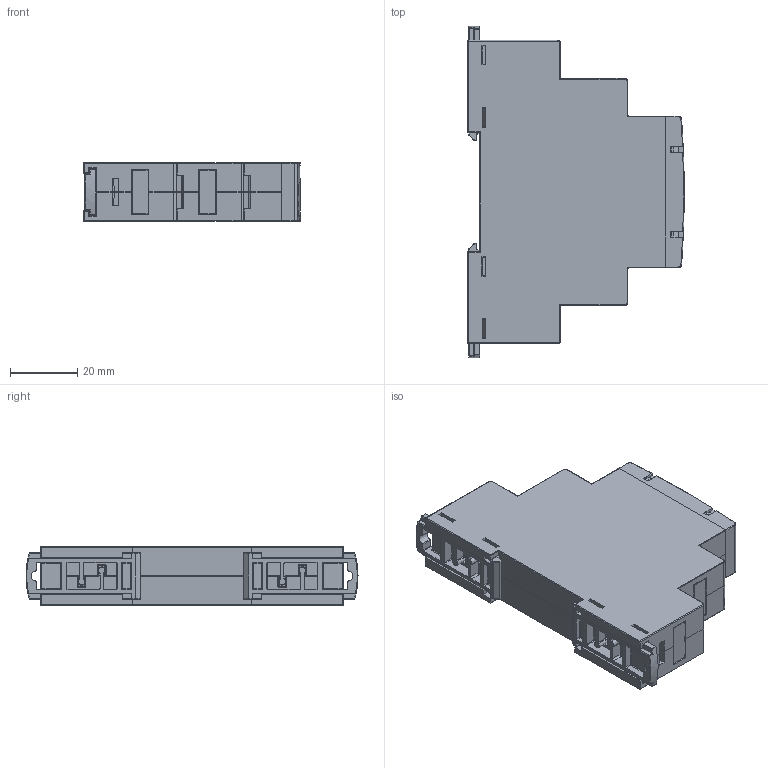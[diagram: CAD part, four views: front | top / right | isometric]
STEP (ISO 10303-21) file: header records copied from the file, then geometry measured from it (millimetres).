
FILE_DESCRIPTION (( 'STEP AP214' ), '1' );
FILE_NAME ('RLK-1....STEP', '2017-07-06T11:44:35', ( '' ), ( '' ), 'SwSTEP 2.0', 'SolidWorks 2017', '' );
FILE_SCHEMA (( 'AUTOMOTIVE_DESIGN' ));
Length unit declared in the file: millimetre
Products named in the file (1): RLK-1...
Bounding box: 64.22 x 98.6 x 17.5 mm (x, y, z)
Volume: 22634.8 mm3; surface area: 37432.7 mm2
Topology: 9 solids, 10 shells, 1885 faces, 5232 edges, 3477 vertices
Faces by surface type: plane 1053, cylinder 474, bspline 229, torus 59, sphere 46, cone 24
Entity records: 92820 total; most frequent: CARTESIAN_POINT 26017, ORIENTED_EDGE 10424, DIRECTION 8322, EDGE_CURVE 5212, VERTEX_POINT 3477, LINE 3322, VECTOR 3322, AXIS2_PLACEMENT_3D 2500
